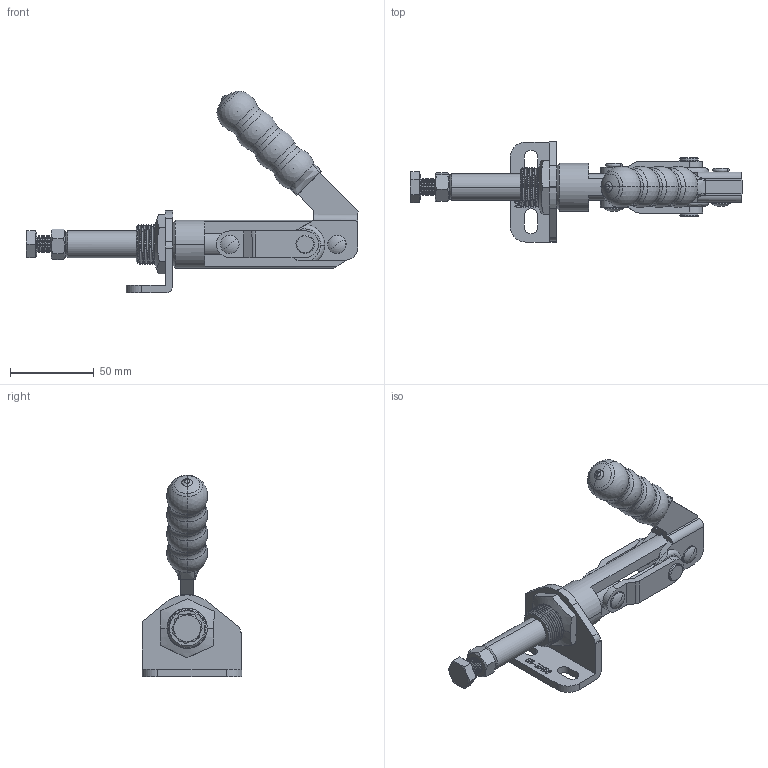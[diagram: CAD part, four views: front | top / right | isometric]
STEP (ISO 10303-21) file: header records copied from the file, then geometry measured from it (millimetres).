
FILE_DESCRIPTION (( 'STEP AP203' ), '1' );
FILE_NAME ('CH-30450.STEP', '2020-03-16T07:15:16', ( 'User' ), ( 'china' ), 'SwSTEP 2.0', 'SolidWorks 2018', '' );
FILE_SCHEMA (( 'CONFIG_CONTROL_DESIGN' ));
Length unit declared in the file: millimetre
Products named in the file (27): CH-30450傻穩隊; CH-30450; 蟀裝; 湮滄儂綵竄杶; 菁釱; CH-30450忒參; hex nuts, style 1-grades ab gb; 450蹟恇; hex head bolts-full thread grade c gb; CH-30450絳芠; CH-40450酗穩隊01; CH-30450階粣; CH-30450酗穩隊02; hex nuts, style 1-grades ab gb_GB_FASTENER_NUT_SNAB1 M10-N; hex head bolts-full thread grade c gb_GB_FASTENER_BOLT_HHBFTC M10X30-S
Assembly tree (14 placements, depth 2):
  CH-30450傻穩隊
  CH-30450
    菁釱
    450蹟恇
    CH-30450絳芠
    CH-30450階粣
    蟀裝  x2
    CH-30450忒參
    CH-30450傻穩隊  x2
    CH-40450酗穩隊01
    CH-30450酗穩隊02
    湮滄儂綵竄杶
    hex nuts, style 1-grades ab gb_GB_FASTENER_NUT_SNAB1 M10-N
    hex head bolts-full thread grade c gb_GB_FASTENER_BOLT_HHBFTC M10X30-S
  湮滄儂綵竄杶
  菁釱
  hex nuts, style 1-grades ab gb
Bounding box: 198.43 x 59.73 x 120.57 mm (x, y, z)
Volume: 95448.2 mm3; surface area: 62130.2 mm2
Topology: 13 solids, 15 shells, 747 faces, 1860 edges, 1137 vertices
Faces by surface type: cylinder 218, plane 211, cone 170, bspline 102, torus 36, sphere 10
Entity records: 36824 total; most frequent: CARTESIAN_POINT 18444, ORIENTED_EDGE 3490, DIRECTION 3076, EDGE_CURVE 1751, AXIS2_PLACEMENT_3D 1098, VERTEX_POINT 1077, LINE 880, VECTOR 880
